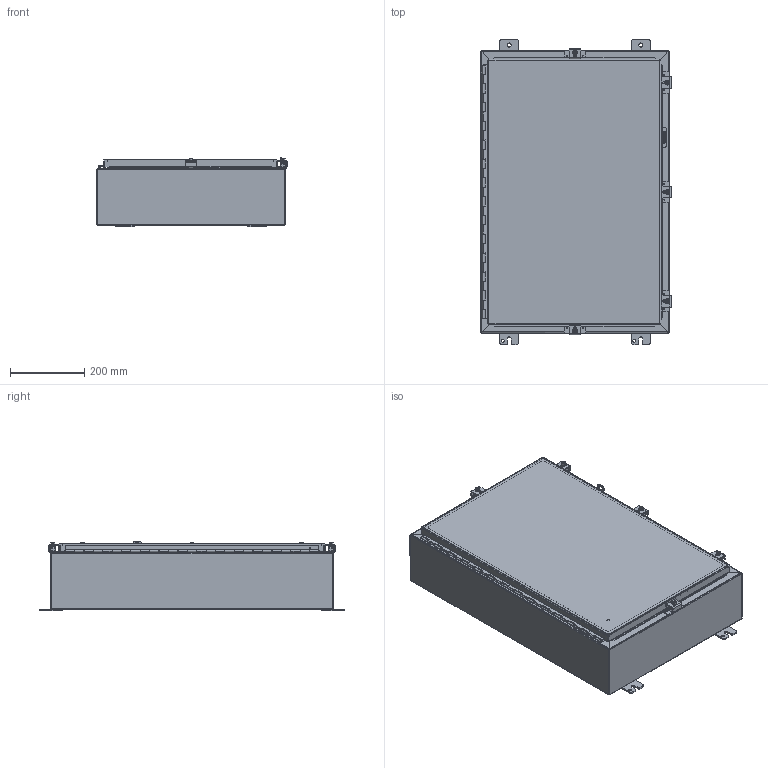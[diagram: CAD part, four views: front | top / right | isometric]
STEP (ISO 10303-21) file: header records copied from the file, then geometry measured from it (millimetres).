
FILE_DESCRIPTION(/* description */ ('ENCL,NEMA4,CS,(30X20X6)'),/* implementation_level */ '2;1');
FILE_NAME(/* name */ 'N4302006.stp',/* time_stamp */ '2022-02-22T08:02:31-06:00',/* author */ ('dnichola'),/* organization */ (''),/* preprocessor_version */ 'ST-DEVELOPER v18.1',/* originating_system */ 'Autodesk Inventor 2020',/* authorisation */ '');
FILE_SCHEMA (('AUTOMOTIVE_DESIGN { 1 0 10303 214 3 1 1 }'));
Length unit declared in the file: inch
Products named in the file (19): N4302006; 38420; 34840; N4302006BKP; 32911; FOAM IN PLACE; 38846; N43020LID; 328106; 328106T; 328106L; 328106P-1; 388116; HFW30825; HFW30825-1; HFW30825-2;  HFW30825-3; HFW30825-4; 30817
Assembly tree (32 placements, depth 3):
  N4302006
    34840  x4
    38420
    N4302006BKP
    32911
    FOAM IN PLACE
    38846
    N43020LID
    328106
      328106T
      328106L
      328106P-1
    388116  x4
    HFW30825  x5
      HFW30825-1
      HFW30825-2
       HFW30825-3
      HFW30825-4
    30817  x5
Bounding box: 513.48 x 825.5 x 188.22 mm (x, y, z)
Volume: 2763858 mm3; surface area: 2837558.2 mm2
Topology: 42 solids, 42 shells, 1432 faces, 3653 edges, 2382 vertices
Faces by surface type: plane 769, cylinder 474, bspline 106, torus 37, sphere 30, cone 16
Full cylindrical faces by diameter (mm): 2.794 x26, 2.921 x2, 3.048 x25, 3.967 x1, 5.359 x5, 6.35 x6, 7.137 x5, 7.95 x4, 8.382 x8, 8.56 x1, 8.89 x5, 11.125 x4, 12.7 x6, 13.208 x5, 15.875 x4
Entity records: 29190 total; most frequent: CARTESIAN_POINT 7264, DIRECTION 4331, ORIENTED_EDGE 4242, EDGE_CURVE 2121, AXIS2_PLACEMENT_3D 1471, LINE 1389, VECTOR 1389, VERTEX_POINT 1361
